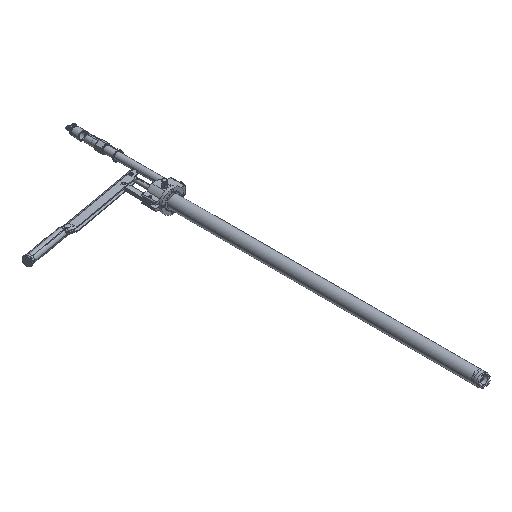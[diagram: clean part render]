
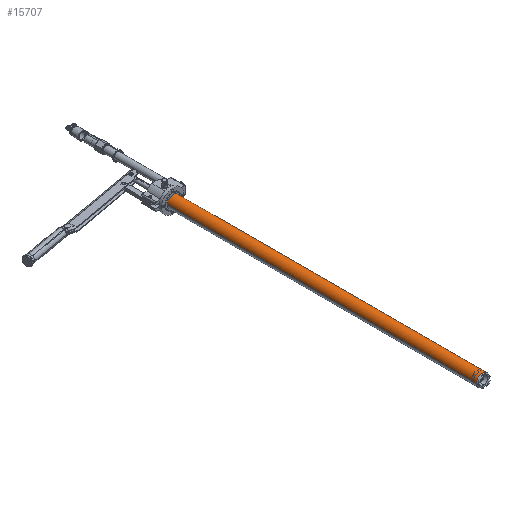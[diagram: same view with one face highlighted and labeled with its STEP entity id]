
A CAD part, isometric view. The second image highlights one B-rep face of the part: STEP entity #15707.
In plain terms, the highlighted cylindrical face has radius 16 mm (diameter 32 mm), a partial arc.
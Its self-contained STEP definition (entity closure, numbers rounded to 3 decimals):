
#5019=CARTESIAN_POINT('',(0.,-23.5,0.));
#5020=DIRECTION('',(0.,-1.,0.));
#5021=DIRECTION('',(1.,0.,0.));
#5022=AXIS2_PLACEMENT_3D('',#5019,#5020,#5021);
#5033=CARTESIAN_POINT('',(0.,-849.,0.));
#5034=DIRECTION('',(0.,1.,0.));
#5035=DIRECTION('',(0.,0.,1.));
#5036=AXIS2_PLACEMENT_3D('',#5033,#5034,#5035);
#5038=CARTESIAN_POINT('',(0.,-849.,0.));
#5039=DIRECTION('',(0.,1.,0.));
#5040=DIRECTION('',(-1.,0.,0.));
#5041=AXIS2_PLACEMENT_3D('',#5038,#5039,#5040);
#5043=DIRECTION('',(0.,-1.,0.));
#5044=VECTOR('',#5043,825.5);
#5045=CARTESIAN_POINT('',(-16.,-23.5,0.));
#5046=LINE('',#5045,#5044);
#5057=DIRECTION('',(0.,1.,0.));
#5058=VECTOR('',#5057,825.5);
#5059=CARTESIAN_POINT('',(16.,-849.,0.));
#5060=LINE('',#5059,#5058);
#8808=CARTESIAN_POINT('',(16.,-23.5,0.));
#8809=CARTESIAN_POINT('',(-16.,-23.5,0.));
#8810=VERTEX_POINT('',#8808);
#8811=VERTEX_POINT('',#8809);
#8820=CARTESIAN_POINT('',(0.,-849.,16.));
#8821=CARTESIAN_POINT('',(16.,-849.,0.));
#8822=VERTEX_POINT('',#8820);
#8823=VERTEX_POINT('',#8821);
#8824=CARTESIAN_POINT('',(-16.,-849.,0.));
#8825=VERTEX_POINT('',#8824);
#15691=CARTESIAN_POINT('',(0.,33.5,0.));
#15692=DIRECTION('',(0.,-1.,0.));
#15693=DIRECTION('',(-1.,0.,0.));
#15694=AXIS2_PLACEMENT_3D('',#15691,#15692,#15693);
#15695=CYLINDRICAL_SURFACE('',#15694,16.);
#15697=ORIENTED_EDGE('',*,*,#15696,.F.);
#15699=ORIENTED_EDGE('',*,*,#15698,.F.);
#15701=ORIENTED_EDGE('',*,*,#15700,.F.);
#15703=ORIENTED_EDGE('',*,*,#15702,.F.);
#15704=ORIENTED_EDGE('',*,*,#15672,.F.);
#15705=EDGE_LOOP('',(#15697,#15699,#15701,#15703,#15704));
#15706=FACE_OUTER_BOUND('',#15705,.F.);
#15707=ADVANCED_FACE('',(#15706),#15695,.T.);
#5023=CIRCLE('',#5022,16.);
#5037=CIRCLE('',#5036,16.);
#5042=CIRCLE('',#5041,16.);
#15672=EDGE_CURVE('',#8810,#8811,#5023,.T.);
#15696=EDGE_CURVE('',#8823,#8810,#5060,.T.);
#15698=EDGE_CURVE('',#8822,#8823,#5037,.T.);
#15700=EDGE_CURVE('',#8825,#8822,#5042,.T.);
#15702=EDGE_CURVE('',#8811,#8825,#5046,.T.);
